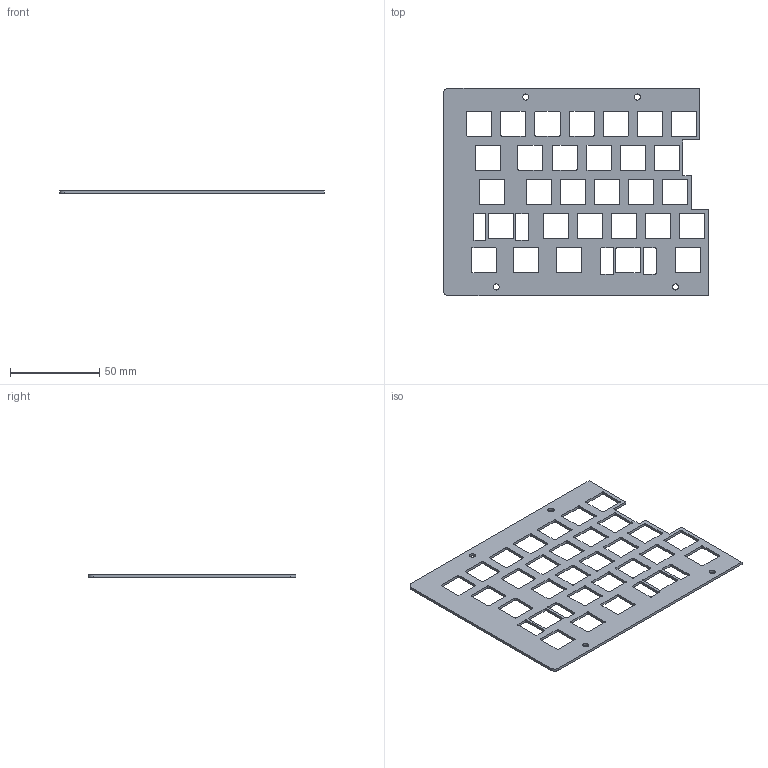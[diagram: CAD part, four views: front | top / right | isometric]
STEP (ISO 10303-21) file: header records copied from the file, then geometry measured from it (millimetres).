
FILE_DESCRIPTION(/* description */ (''),/* implementation_level */ '2;1');
FILE_NAME(/* name */ 'Plate-left.step',/* time_stamp */ '2022-06-18T21:51:08+09:00',/* author */ (''),/* organization */ (''),/* preprocessor_version */ 'ST-DEVELOPER v19',/* originating_system */ 'Autodesk Translation Framework v11.7.0.108',/* authorisation */ '');
FILE_SCHEMA (('AUTOMOTIVE_DESIGN { 1 0 10303 214 3 1 1 }'));
Length unit declared in the file: millimetre
Products named in the file (1): Plate-left
Bounding box: 148.06 x 116.2 x 1.5 mm (x, y, z)
Volume: 15397.9 mm3; surface area: 24152.3 mm2
Topology: 1 solids, 1 shells, 290 faces, 864 edges, 576 vertices
Faces by surface type: plane 148, cylinder 142
Full cylindrical faces by diameter (mm): 3.4 x4
Entity records: 9997 total; most frequent: CARTESIAN_POINT 1731, DIRECTION 1730, ORIENTED_EDGE 1728, EDGE_CURVE 864, LINE 580, VECTOR 580, VERTEX_POINT 576, AXIS2_PLACEMENT_3D 575
